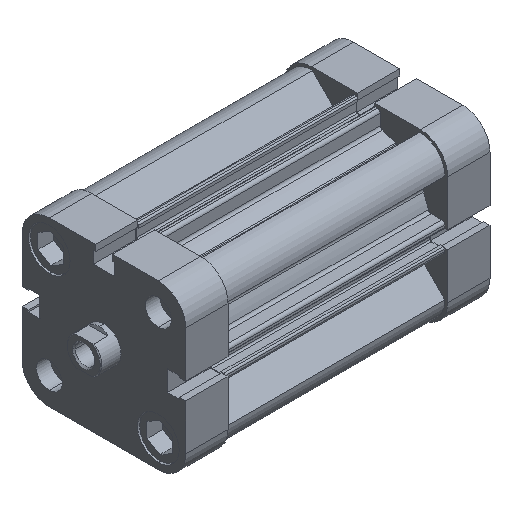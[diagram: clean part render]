
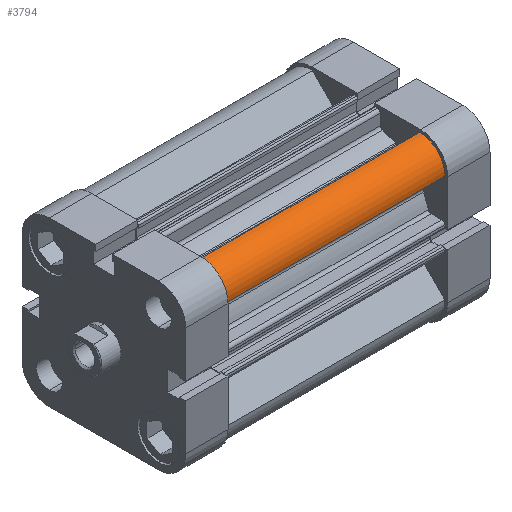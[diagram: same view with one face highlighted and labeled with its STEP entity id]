
A CAD part, isometric view. The second image highlights one B-rep face of the part: STEP entity #3794.
In plain terms, the highlighted cylindrical face has radius 8.5 mm (diameter 17 mm), a partial arc.
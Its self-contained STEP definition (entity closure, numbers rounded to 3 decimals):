
#1089 = CIRCLE ( 'NONE', #3670, 8.5 ) ;
#1263 = CIRCLE ( 'NONE', #3723, 8.5 ) ;
#1338 = LINE ( 'NONE', #2543, #1339 ) ;
#1339 = VECTOR ( 'NONE', #2544, 1000. ) ;
#1366 = LINE ( 'NONE', #2571, #1367 ) ;
#1367 = VECTOR ( 'NONE', #2572, 1000. ) ;
#2115 = CARTESIAN_POINT ( 'NONE',  ( 19., -19., 76.5 ) ) ;
#2124 = DIRECTION ( 'NONE',  ( 0., 0., 1. ) ) ;
#2125 = DIRECTION ( 'NONE',  ( -1., 0., 0. ) ) ;
#2409 = CARTESIAN_POINT ( 'NONE',  ( 19., -19., 0. ) ) ;
#2417 = DIRECTION ( 'NONE',  ( 0., 0., 1. ) ) ;
#2418 = DIRECTION ( 'NONE',  ( -1., 0., 0. ) ) ;
#2543 = CARTESIAN_POINT ( 'NONE',  ( 27.493, -18.654, 76.5 ) ) ;
#2544 = DIRECTION ( 'NONE',  ( 0., 0., -1. ) ) ;
#2571 = CARTESIAN_POINT ( 'NONE',  ( 18.654, -27.493, 76.5 ) ) ;
#2572 = DIRECTION ( 'NONE',  ( 0., 0., -1. ) ) ;
#3148 = AXIS2_PLACEMENT_3D ( 'NONE', #4985, #4974, #4977 ) ;
#3670 = AXIS2_PLACEMENT_3D ( 'NONE', #2115, #2124, #2125 ) ;
#3723 = AXIS2_PLACEMENT_3D ( 'NONE', #2409, #2417, #2418 ) ;
#3794 = ADVANCED_FACE ( 'NONE', ( #5958 ), #5960, .T. ) ;
#4394 = VERTEX_POINT ( 'NONE', #7493 ) ;
#4402 = VERTEX_POINT ( 'NONE', #7501 ) ;
#4404 = VERTEX_POINT ( 'NONE', #7503 ) ;
#4485 = VERTEX_POINT ( 'NONE', #7584 ) ;
#4974 = DIRECTION ( 'NONE',  ( 0., 0., -1. ) ) ;
#4977 = DIRECTION ( 'NONE',  ( -1., 0., 0. ) ) ;
#4985 = CARTESIAN_POINT ( 'NONE',  ( 19., -19., 76.5 ) ) ;
#5958 = FACE_OUTER_BOUND ( 'NONE', #9236, .T. ) ;
#5960 = CYLINDRICAL_SURFACE ( 'NONE', #3148, 8.5 ) ;
#7493 = CARTESIAN_POINT ( 'NONE',  ( 27.493, -18.654, 0. ) ) ;
#7501 = CARTESIAN_POINT ( 'NONE',  ( 18.654, -27.493, 0. ) ) ;
#7503 = CARTESIAN_POINT ( 'NONE',  ( 27.493, -18.654, 76.5 ) ) ;
#7584 = CARTESIAN_POINT ( 'NONE',  ( 18.654, -27.493, 76.5 ) ) ;
#8668 = ORIENTED_EDGE ( 'NONE', *, *, #10285, .T. ) ;
#8669 = ORIENTED_EDGE ( 'NONE', *, *, #10336, .F. ) ;
#8670 = ORIENTED_EDGE ( 'NONE', *, *, #10168, .F. ) ;
#8671 = ORIENTED_EDGE ( 'NONE', *, *, #10350, .T. ) ;
#9236 = EDGE_LOOP ( 'NONE', ( #8668, #8669, #8670, #8671 ) ) ;
#10168 = EDGE_CURVE ( 'NONE', #4485, #4404, #1089, .T. ) ;
#10285 = EDGE_CURVE ( 'NONE', #4402, #4394, #1263, .T. ) ;
#10336 = EDGE_CURVE ( 'NONE', #4404, #4394, #1338, .T. ) ;
#10350 = EDGE_CURVE ( 'NONE', #4485, #4402, #1366, .T. ) ;
